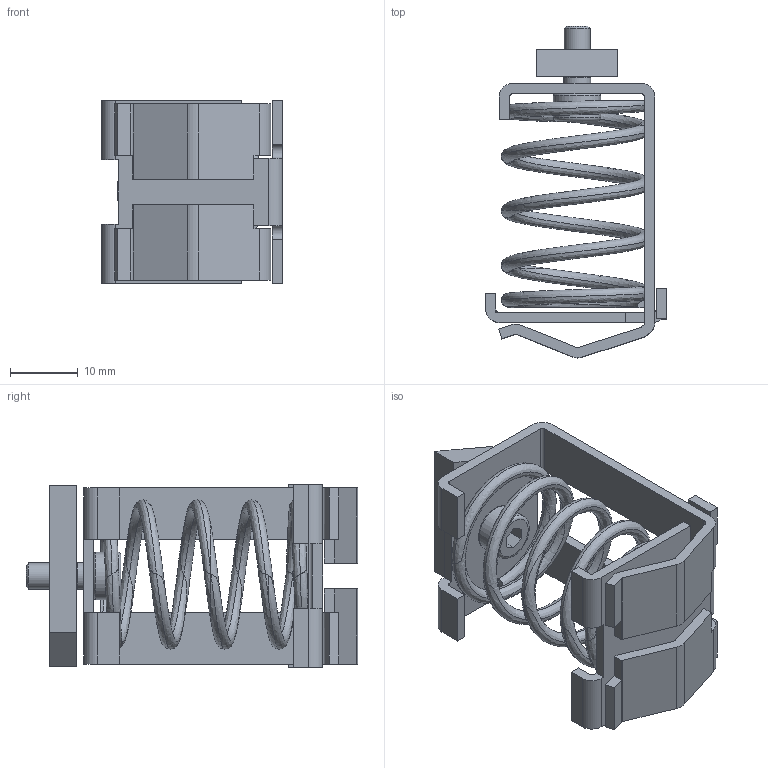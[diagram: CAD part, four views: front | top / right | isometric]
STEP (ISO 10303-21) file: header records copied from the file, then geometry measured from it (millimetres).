
FILE_DESCRIPTION(/* description */ (''),/* implementation_level */ '2;1');
FILE_NAME(/* name */ '17358.0.stp',/* time_stamp */ '2017-06-06T09:16:49+02:00',/* author */ (''),/* organization */ (''),/* preprocessor_version */ 'ST-DEVELOPER v16',/* originating_system */ 'SIEMENS PLM Software NX 10.0',/* authorisation */ '');
FILE_SCHEMA (('AP203_CONFIGURATION_CONTROLLED_3D_DESIGN_OF_MECHANICAL_PARTS_AND_ASSEMBLIES_MIM_LF { 1 0 10303 403 2 1 2}'));
Products named in the file (1): scho18B4F3BC46oy
Bounding box: 26.7 x 48.98 x 27 mm (x, y, z)
Volume: 5724.4 mm3; surface area: 8678.6 mm2
Topology: 5 solids, 5 shells, 166 faces, 450 edges, 292 vertices
Faces by surface type: plane 94, bspline 36, cylinder 32, torus 2, cone 2
Full cylindrical faces by diameter (mm): 3.3 x2, 3.838 x1, 4 x1, 7 x1
Entity records: 66041 total; most frequent: CARTESIAN_POINT 62149, ORIENTED_EDGE 856, DIRECTION 649, EDGE_CURVE 428, VERTEX_POINT 284, LINE 245, VECTOR 245, AXIS2_PLACEMENT_3D 202
